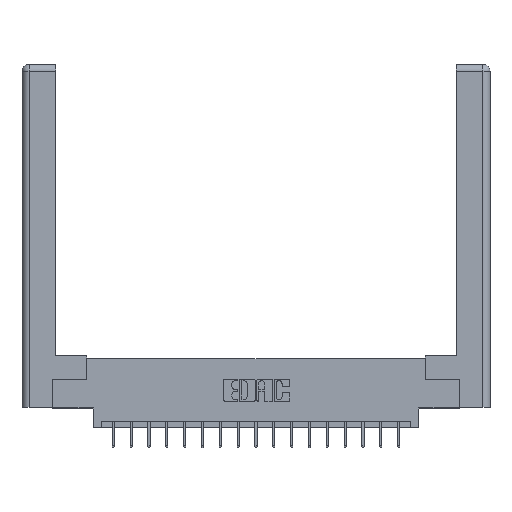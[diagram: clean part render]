
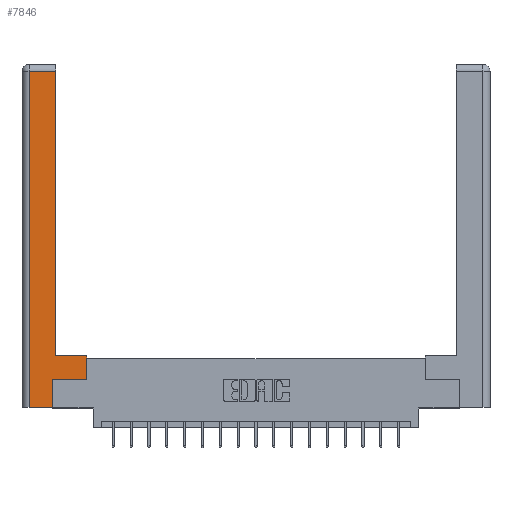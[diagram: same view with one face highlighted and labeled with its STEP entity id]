
A CAD part, top view. The second image highlights one B-rep face of the part: STEP entity #7846.
In plain terms, the highlighted planar face has unit normal (0, 0, 1).
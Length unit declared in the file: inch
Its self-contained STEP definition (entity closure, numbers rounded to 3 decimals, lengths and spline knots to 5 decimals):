
#579 = VECTOR ( 'NONE', #14757, 39.37008 ) ;
#723 = PLANE ( 'NONE',  #17089 ) ;
#1070 = ORIENTED_EDGE ( 'NONE', *, *, #2730, .T. ) ;
#1275 = ORIENTED_EDGE ( 'NONE', *, *, #4732, .T. ) ;
#1289 = EDGE_CURVE ( 'NONE', #14142, #8323, #11250, .T. ) ;
#1831 = CARTESIAN_POINT ( 'NONE',  ( 0.565, 0.245, 0. ) ) ;
#2064 = CARTESIAN_POINT ( 'NONE',  ( 0.265, 0.245, 0. ) ) ;
#2259 = FACE_OUTER_BOUND ( 'NONE', #5280, .T. ) ;
#2730 = EDGE_CURVE ( 'NONE', #10180, #12598, #3281, .T. ) ;
#2796 = VECTOR ( 'NONE', #18876, 39.37008 ) ;
#3168 = DIRECTION ( 'NONE',  ( -1., 0., 0. ) ) ;
#3281 = LINE ( 'NONE', #4067, #18636 ) ;
#4067 = CARTESIAN_POINT ( 'NONE',  ( 0.0615, 2.94, 0. ) ) ;
#4101 = VERTEX_POINT ( 'NONE', #1831 ) ;
#4326 = CARTESIAN_POINT ( 'NONE',  ( 0.295, 0.45, 0. ) ) ;
#4606 = ORIENTED_EDGE ( 'NONE', *, *, #8904, .T. ) ;
#4732 = EDGE_CURVE ( 'NONE', #7752, #16027, #9641, .T. ) ;
#4885 = DIRECTION ( 'NONE',  ( 0., 1., 0. ) ) ;
#5022 = VECTOR ( 'NONE', #4885, 39.37008 ) ;
#5280 = EDGE_LOOP ( 'NONE', ( #11805, #1070, #8664, #12942, #16447, #10603, #4606, #1275 ) ) ;
#5291 = CARTESIAN_POINT ( 'NONE',  ( 0.565, 0.45, 0. ) ) ;
#5466 = CARTESIAN_POINT ( 'NONE',  ( 0.295, 2.94, 0. ) ) ;
#7752 = VERTEX_POINT ( 'NONE', #5291 ) ;
#7844 = DIRECTION ( 'NONE',  ( 0., 1., 0. ) ) ;
#7846 = ADVANCED_FACE ( 'NONE', ( #2259 ), #723, .F. ) ;
#7979 = VECTOR ( 'NONE', #8715, 39.37008 ) ;
#8041 = CARTESIAN_POINT ( 'NONE',  ( 0.295, 0.45, 0. ) ) ;
#8323 = VERTEX_POINT ( 'NONE', #13721 ) ;
#8486 = CARTESIAN_POINT ( 'NONE',  ( 0.0615, 0., 0. ) ) ;
#8664 = ORIENTED_EDGE ( 'NONE', *, *, #10868, .T. ) ;
#8715 = DIRECTION ( 'NONE',  ( 1., 0., 0. ) ) ;
#8904 = EDGE_CURVE ( 'NONE', #4101, #7752, #13415, .T. ) ;
#9101 = VECTOR ( 'NONE', #7844, 39.37008 ) ;
#9216 = VERTEX_POINT ( 'NONE', #15406 ) ;
#9641 = LINE ( 'NONE', #4326, #16379 ) ;
#10027 = LINE ( 'NONE', #12094, #9101 ) ;
#10116 = DIRECTION ( 'NONE',  ( -1., 0., 0. ) ) ;
#10180 = VERTEX_POINT ( 'NONE', #5466 ) ;
#10537 = LINE ( 'NONE', #14131, #11957 ) ;
#10603 = ORIENTED_EDGE ( 'NONE', *, *, #15976, .T. ) ;
#10868 = EDGE_CURVE ( 'NONE', #12598, #14142, #18183, .T. ) ;
#11161 = DIRECTION ( 'NONE',  ( 0., 0., -1. ) ) ;
#11237 = DIRECTION ( 'NONE',  ( 1., 0., 0. ) ) ;
#11250 = LINE ( 'NONE', #19210, #7979 ) ;
#11386 = EDGE_CURVE ( 'NONE', #16027, #10180, #10027, .T. ) ;
#11805 = ORIENTED_EDGE ( 'NONE', *, *, #11386, .T. ) ;
#11957 = VECTOR ( 'NONE', #11237, 39.37008 ) ;
#12094 = CARTESIAN_POINT ( 'NONE',  ( 0.295, 3., 0. ) ) ;
#12598 = VERTEX_POINT ( 'NONE', #16398 ) ;
#12942 = ORIENTED_EDGE ( 'NONE', *, *, #1289, .T. ) ;
#13415 = LINE ( 'NONE', #16243, #579 ) ;
#13721 = CARTESIAN_POINT ( 'NONE',  ( 0.265, 0., 0. ) ) ;
#14131 = CARTESIAN_POINT ( 'NONE',  ( 0.565, 0.245, 0. ) ) ;
#14142 = VERTEX_POINT ( 'NONE', #15765 ) ;
#14712 = EDGE_CURVE ( 'NONE', #8323, #9216, #16895, .T. ) ;
#14757 = DIRECTION ( 'NONE',  ( 0., 1., 0. ) ) ;
#15406 = CARTESIAN_POINT ( 'NONE',  ( 0.265, 0.245, 0. ) ) ;
#15765 = CARTESIAN_POINT ( 'NONE',  ( 0.0615, 0., 0. ) ) ;
#15782 = CARTESIAN_POINT ( 'NONE',  ( 0., 0., 0. ) ) ;
#15976 = EDGE_CURVE ( 'NONE', #9216, #4101, #10537, .T. ) ;
#16027 = VERTEX_POINT ( 'NONE', #8041 ) ;
#16243 = CARTESIAN_POINT ( 'NONE',  ( 0.565, 0.45, 0. ) ) ;
#16379 = VECTOR ( 'NONE', #19198, 39.37008 ) ;
#16398 = CARTESIAN_POINT ( 'NONE',  ( 0.0615, 2.94, 0. ) ) ;
#16447 = ORIENTED_EDGE ( 'NONE', *, *, #14712, .T. ) ;
#16895 = LINE ( 'NONE', #2064, #5022 ) ;
#17089 = AXIS2_PLACEMENT_3D ( 'NONE', #15782, #11161, #10116 ) ;
#18183 = LINE ( 'NONE', #8486, #2796 ) ;
#18636 = VECTOR ( 'NONE', #3168, 39.37008 ) ;
#18876 = DIRECTION ( 'NONE',  ( 0., -1., 0. ) ) ;
#19198 = DIRECTION ( 'NONE',  ( -1., 0., 0. ) ) ;
#19210 = CARTESIAN_POINT ( 'NONE',  ( 0.265, 0., 0. ) ) ;
